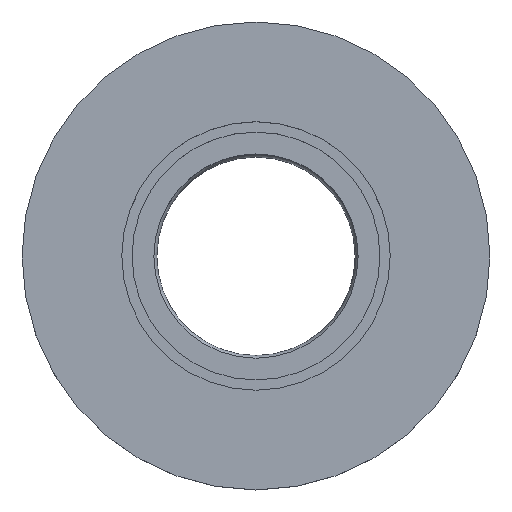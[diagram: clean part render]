
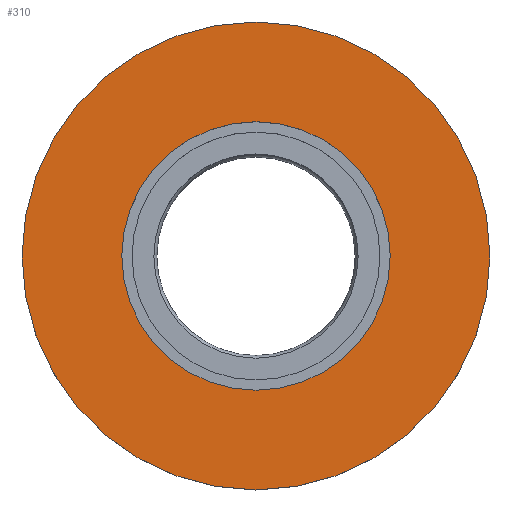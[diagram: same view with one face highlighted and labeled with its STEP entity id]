
A CAD part, top view. The second image highlights one B-rep face of the part: STEP entity #310.
In plain terms, the highlighted planar face has unit normal (0, 0, 1).
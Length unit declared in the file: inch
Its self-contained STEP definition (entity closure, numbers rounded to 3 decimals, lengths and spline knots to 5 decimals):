
#24=PLANE('',#374);
#41=FACE_BOUND('',#107,.T.);
#66=FACE_OUTER_BOUND('',#106,.T.);
#106=EDGE_LOOP('',(#234));
#107=EDGE_LOOP('',(#235));
#142=CIRCLE('',#368,0.3385);
#144=CIRCLE('',#373,0.59);
#168=VERTEX_POINT('',#540);
#170=VERTEX_POINT('',#547);
#194=EDGE_CURVE('',#168,#168,#142,.T.);
#196=EDGE_CURVE('',#170,#170,#144,.T.);
#234=ORIENTED_EDGE('',*,*,#196,.F.);
#235=ORIENTED_EDGE('',*,*,#194,.T.);
#310=ADVANCED_FACE('',(#66,#41),#24,.F.);
#368=AXIS2_PLACEMENT_3D('',#541,#449,#450);
#373=AXIS2_PLACEMENT_3D('',#548,#459,#460);
#374=AXIS2_PLACEMENT_3D('',#549,#461,#462);
#449=DIRECTION('center_axis',(0.,0.,-1.));
#450=DIRECTION('ref_axis',(-1.,0.,0.));
#459=DIRECTION('center_axis',(0.,0.,-1.));
#460=DIRECTION('ref_axis',(-1.,0.,0.));
#461=DIRECTION('center_axis',(0.,0.,-1.));
#462=DIRECTION('ref_axis',(-1.,0.,0.));
#540=CARTESIAN_POINT('',(0.3385,0.,0.));
#541=CARTESIAN_POINT('Origin',(0.,0.,0.));
#547=CARTESIAN_POINT('',(0.59,0.,0.));
#548=CARTESIAN_POINT('Origin',(0.,0.,0.));
#549=CARTESIAN_POINT('Origin',(0.,0.,0.));
